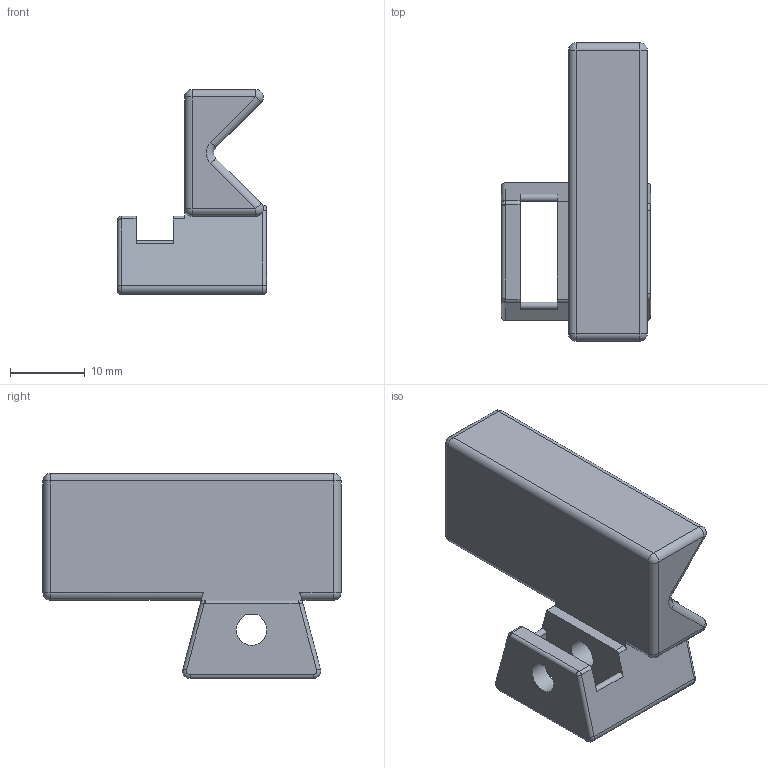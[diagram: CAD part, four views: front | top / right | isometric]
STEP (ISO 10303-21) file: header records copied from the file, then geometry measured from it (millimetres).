
FILE_DESCRIPTION(('FreeCAD Model'),'2;1');
FILE_NAME('RPhoneGrip.step','2017-01-31T13:12:37',('Author'),(''), 'Open CASCADE STEP processor 6.8','FreeCAD','Unknown');
FILE_SCHEMA(('AUTOMOTIVE_DESIGN_CC2 { 1 2 10303 214 -1 1 5 4 }'));
Length unit declared in the file: millimetre
Products named in the file (2): ASSEMBLY; RPhoneGrip
Assembly tree (1 placements, depth 2):
  ASSEMBLY
    RPhoneGrip
Bounding box: 20 x 40 x 27.5 mm (x, y, z)
Volume: 7631.5 mm3; surface area: 4001.8 mm2
Topology: 1 solids, 1 shells, 83 faces, 213 edges, 123 vertices
Faces by surface type: cylinder 37, plane 26, torus 8, sphere 8, bspline 4
Entity records: 5944 total; most frequent: CARTESIAN_POINT 2043, DIRECTION 666, ORIENTED_EDGE 410, PCURVE 410, DEFINITIONAL_REPRESENTATION 410, LINE 343, VECTOR 343, EDGE_CURVE 205
